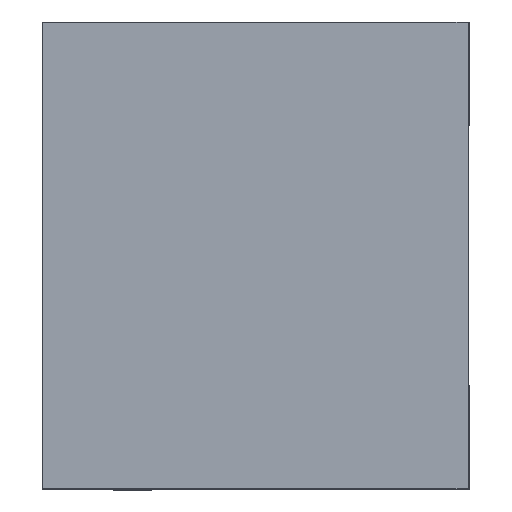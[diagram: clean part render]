
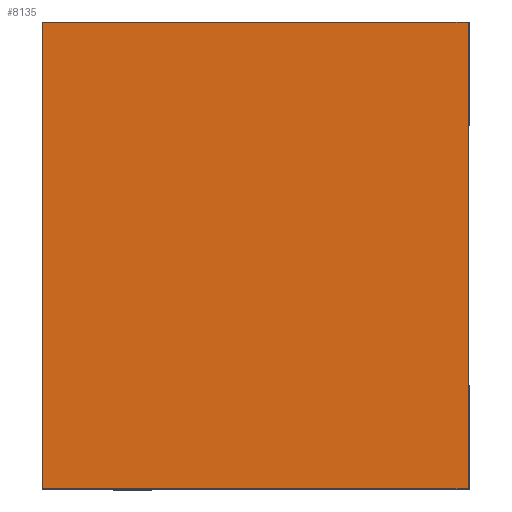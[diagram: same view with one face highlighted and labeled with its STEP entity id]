
A CAD part, top view. The second image highlights one B-rep face of the part: STEP entity #8135.
In plain terms, the highlighted planar face has unit normal (0, 0, 1).
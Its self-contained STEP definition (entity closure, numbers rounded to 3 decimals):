
#647=LINE('',#25096,#1132);
#651=LINE('',#25104,#1136);
#654=LINE('',#25110,#1139);
#656=LINE('',#25113,#1141);
#1132=VECTOR('',#11009,1000.);
#1136=VECTOR('',#11015,1000.);
#1139=VECTOR('',#11020,1000.);
#1141=VECTOR('',#11024,1000.);
#1442=PLANE('',#9261);
#3031=ORIENTED_EDGE('',*,*,#4230,.T.);
#3032=ORIENTED_EDGE('',*,*,#4234,.T.);
#3033=ORIENTED_EDGE('',*,*,#4237,.T.);
#3034=ORIENTED_EDGE('',*,*,#4239,.T.);
#4230=EDGE_CURVE('',#5050,#5049,#647,.T.);
#4234=EDGE_CURVE('',#5049,#5052,#651,.T.);
#4237=EDGE_CURVE('',#5052,#5054,#654,.T.);
#4239=EDGE_CURVE('',#5054,#5050,#656,.T.);
#5049=VERTEX_POINT('',#25095);
#5050=VERTEX_POINT('',#25097);
#5052=VERTEX_POINT('',#25103);
#5054=VERTEX_POINT('',#25109);
#6369=EDGE_LOOP('',(#3031,#3032,#3033,#3034));
#7275=FACE_BOUND('',#6369,.T.);
#8135=ADVANCED_FACE('',(#7275),#1442,.T.);
#9261=AXIS2_PLACEMENT_3D('',#25114,#11025,#11026);
#11009=DIRECTION('',(0.,1.,0.));
#11015=DIRECTION('',(-1.,0.,0.));
#11020=DIRECTION('',(0.,-1.,0.));
#11024=DIRECTION('',(1.,0.,0.));
#11025=DIRECTION('',(0.,0.,1.));
#11026=DIRECTION('',(1.,0.,0.));
#25095=CARTESIAN_POINT('',(1.63,2.67,1.531));
#25096=CARTESIAN_POINT('',(1.63,-0.93,1.531));
#25097=CARTESIAN_POINT('',(1.63,-0.93,1.531));
#25103=CARTESIAN_POINT('',(-1.65,2.67,1.531));
#25104=CARTESIAN_POINT('',(1.63,2.67,1.531));
#25109=CARTESIAN_POINT('',(-1.65,-0.93,1.531));
#25110=CARTESIAN_POINT('',(-1.65,2.67,1.531));
#25113=CARTESIAN_POINT('',(-1.65,-0.93,1.531));
#25114=CARTESIAN_POINT('',(0.,0.,1.531));
